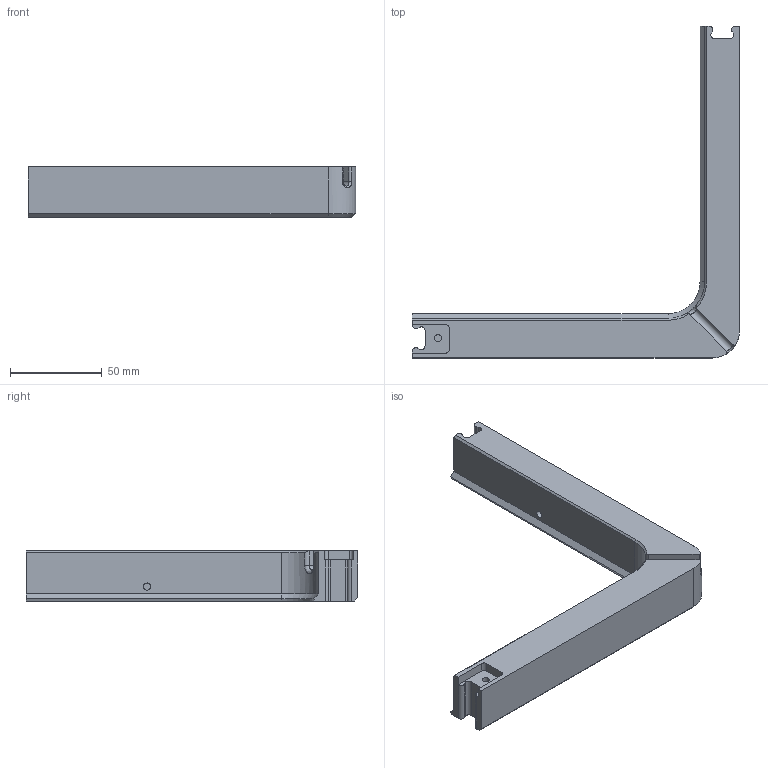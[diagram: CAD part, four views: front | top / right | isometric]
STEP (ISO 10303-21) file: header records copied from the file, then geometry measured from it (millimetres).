
FILE_DESCRIPTION(/* description */ (''),/* implementation_level */ '2;1');
FILE_NAME(/* name */ 'back-right.step',/* time_stamp */ '2025-09-26T14:22:42-04:00',/* author */ (''),/* organization */ (''),/* preprocessor_version */ 'ST-DEVELOPER v20.1',/* originating_system */ 'Autodesk Translation Framework v14.17.0.0',/* authorisation */ '');
FILE_SCHEMA (('AUTOMOTIVE_DESIGN { 1 0 10303 214 3 1 1 }'));
Length unit declared in the file: millimetre
Products named in the file (1): back-right
Bounding box: 178.5 x 181 x 27.5 mm (x, y, z)
Volume: 181388.1 mm3; surface area: 35529.7 mm2
Topology: 1 solids, 3 shells, 76 faces, 185 edges, 121 vertices
Faces by surface type: plane 43, cylinder 23, bspline 5, cone 5
Full cylindrical faces by diameter (mm): 3.9 x4, 5.5 x4
Entity records: 2548 total; most frequent: CARTESIAN_POINT 725, ORIENTED_EDGE 370, DIRECTION 366, EDGE_CURVE 185, AXIS2_PLACEMENT_3D 125, VERTEX_POINT 121, LINE 116, VECTOR 116
